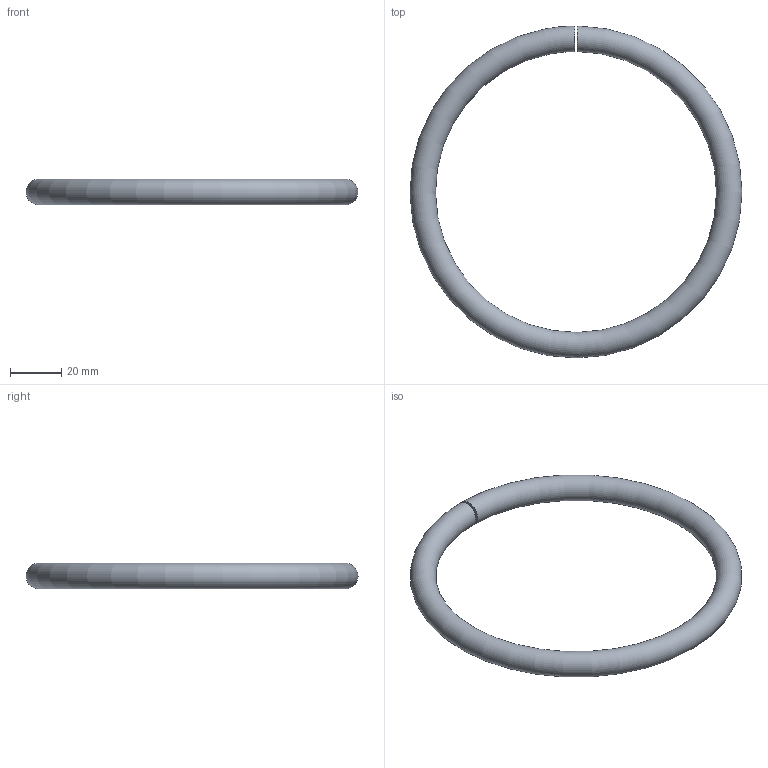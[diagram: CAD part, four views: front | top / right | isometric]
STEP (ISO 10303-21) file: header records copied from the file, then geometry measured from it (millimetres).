
FILE_DESCRIPTION (( 'STEP AP203' ), '1' );
FILE_NAME ('5629-130.step', '2020-05-18T06:55:45', ( '' ), ( '' ), 'SwSTEP 2.0', 'SolidWorks 2015', '' );
FILE_SCHEMA (( 'CONFIG_CONTROL_DESIGN' ));
Length unit declared in the file: millimetre
Products named in the file (1): 5629-130
Bounding box: 129.99 x 129.99 x 9.99 mm (x, y, z)
Volume: 29520.6 mm3; surface area: 11996.3 mm2
Topology: 1 solids, 1 shells, 213 faces, 567 edges, 378 vertices
Faces by surface type: plane 109, bspline 103, torus 1
Entity records: 12229 total; most frequent: CARTESIAN_POINT 7559, ORIENTED_EDGE 1132, DIRECTION 580, EDGE_CURVE 566, VERTEX_POINT 378, VECTOR 358, LINE 358, EDGE_LOOP 236
